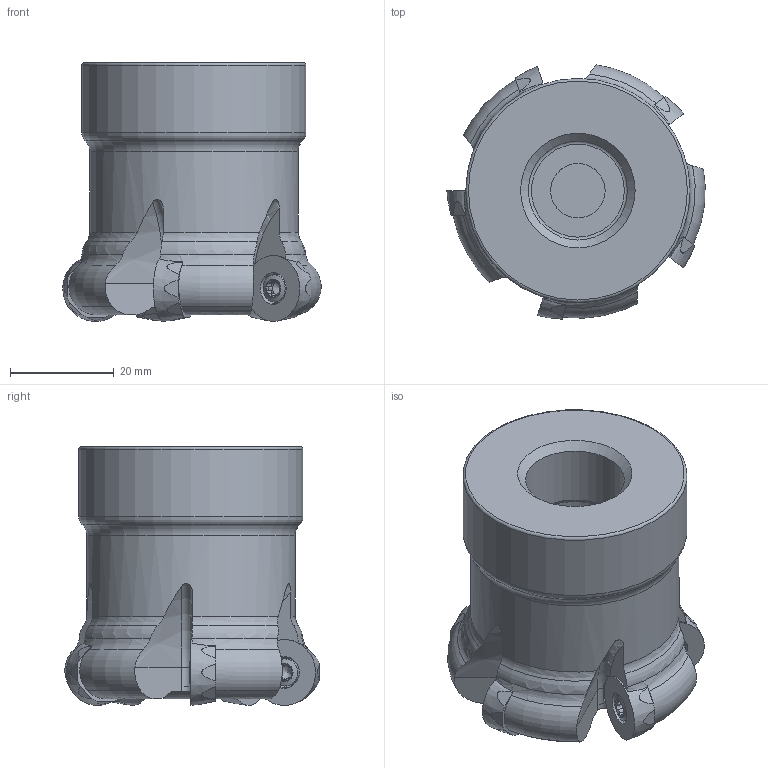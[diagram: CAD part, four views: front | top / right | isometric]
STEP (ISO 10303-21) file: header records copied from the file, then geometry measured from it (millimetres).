
FILE_DESCRIPTION(/* description */ (''),/* implementation_level */ '2;1');
FILE_NAME(/* name */ '1543224788238.stp',/* time_stamp */ '2018-11-26T15:03:33+06:00',/* author */ (''),/* organization */ ('SMS'),/* preprocessor_version */ 'ST-DEVELOPER v15',/* originating_system */ 'SIEMENS PLM Software NX 8.5',/* authorisation */ '');
FILE_SCHEMA (('AUTOMOTIVE_DESIGN { 1 0 10303 214 3 1 1 1 }'));
Length unit declared in the file: millimetre
Products named in the file (4): 201856644mod000_00; ASSEMBLY_CONSTRUCTION; 201979365mod000_00; 201979362mod000_00
Assembly tree (7 placements, depth 2):
  201979362mod000_00
    201979365mod000_00
    ASSEMBLY_CONSTRUCTION
    201856644mod000_00  x5
Bounding box: 49.76 x 48.99 x 49.85 mm (x, y, z)
Volume: 55313.1 mm3; surface area: 15995.8 mm2
Topology: 6 solids, 6 shells, 392 faces, 1005 edges, 654 vertices
Faces by surface type: plane 176, cone 68, extrusion 60, torus 52, cylinder 31, sphere 5
Full cylindrical faces by diameter (mm): 3.5 x5, 4 x5, 5.25 x5, 10.5 x1, 14.2 x1, 19.061 x1, 19.5 x1, 40.18 x1, 43.18 x1
Entity records: 13329 total; most frequent: CARTESIAN_POINT 5238, DIRECTION 1626, ORIENTED_EDGE 1604, EDGE_CURVE 802, AXIS2_PLACEMENT_3D 669, VERTEX_POINT 539, EDGE_LOOP 402, ADVANCED_FACE 336
